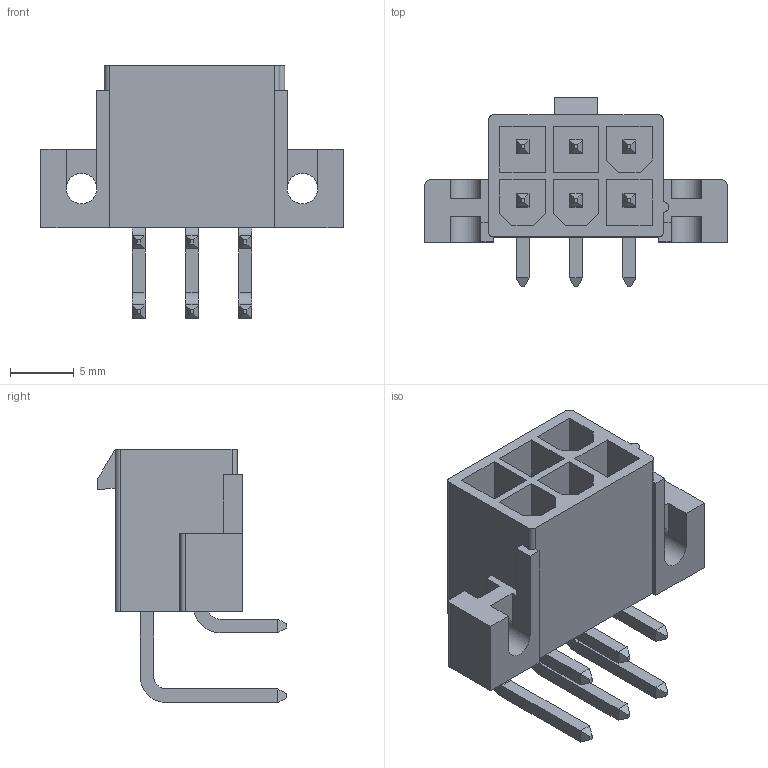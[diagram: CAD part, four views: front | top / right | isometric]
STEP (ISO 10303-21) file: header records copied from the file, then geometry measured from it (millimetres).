
FILE_DESCRIPTION( ( 'STEP AP214' ), '1' );
FILE_NAME( '39291067.stp', '2020-11-08T17:09:13', ( 'License CC BY-ND 4.0' ), ( 'CADENAS' ), ' ', 'PARTsolutions', ' ' );
FILE_SCHEMA( ( 'AUTOMOTIVE_DESIGN { 1 0 10303 214 1 1 1 1 }' ) );
Length unit declared in the file: millimetre
Products named in the file (2): 39291067; 1
Assembly tree (1 placements, depth 2):
  39291067
    1
Bounding box: 23.8 x 14.9 x 19.93 mm (x, y, z)
Volume: 1363.8 mm3; surface area: 2344.5 mm2
Topology: 1 solids, 1 shells, 209 faces, 523 edges, 330 vertices
Faces by surface type: plane 188, cylinder 21
Full cylindrical faces by diameter (mm): 2.4 x2
Entity records: 6110 total; most frequent: CARTESIAN_POINT 1062, ORIENTED_EDGE 1042, DIRECTION 989, EDGE_CURVE 521, LINE 475, VECTOR 475, VERTEX_POINT 330, AXIS2_PLACEMENT_3D 257
